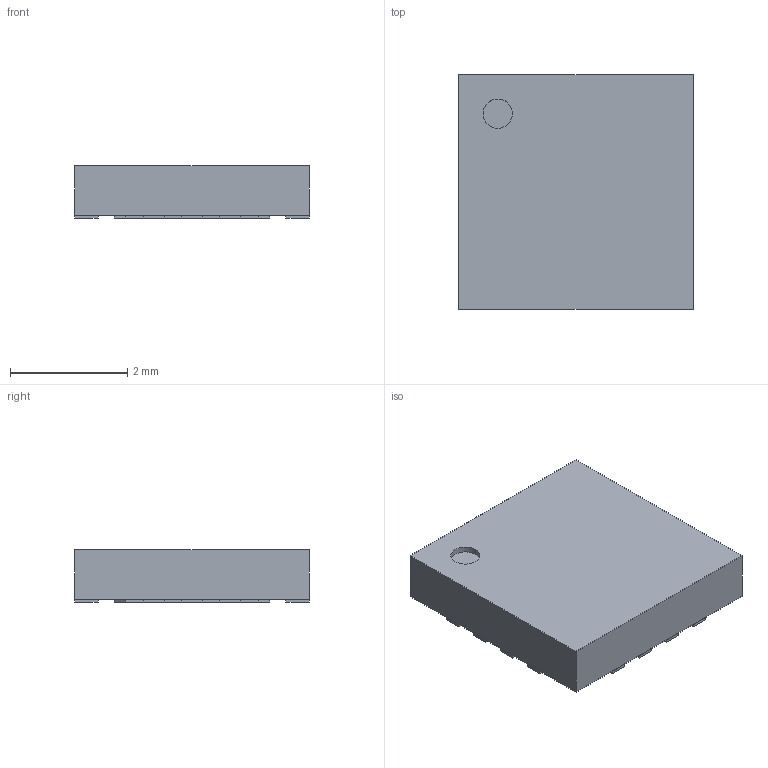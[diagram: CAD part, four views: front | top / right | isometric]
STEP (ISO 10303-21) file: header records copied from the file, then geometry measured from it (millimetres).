
FILE_DESCRIPTION(('Open CASCADE Model'),'2;1');
FILE_NAME('Open CASCADE Shape Model','2020-01-15T11:18:29',('Author'),( 'Open CASCADE'),'Open CASCADE STEP processor 6.8','Open CASCADE 6.8' ,'Unknown');
FILE_SCHEMA(('AUTOMOTIVE_DESIGN { 1 0 10303 214 1 1 1 1 }'));
Length unit declared in the file: millimetre
Products named in the file (8): PCB; Designator1; 7205043904; Open_CASCADE_STEP_translator_6.8_125.1; Body; Open_CASCADE_STEP_translator_6.8_125.2.1; Thermal_Shape; Pin_Shape
Assembly tree (21 placements, depth 4):
  PCB
  Designator1
    7205043904
      Open_CASCADE_STEP_translator_6.8_125.1
      Body
        Open_CASCADE_STEP_translator_6.8_125.2.1
      Thermal_Shape
      Pin_Shape  x16
Bounding box: 4 x 4 x 0.9 mm (x, y, z)
Volume: 14 mm3; surface area: 65.4 mm2
Topology: 18 solids, 19 shells, 112 faces, 223 edges, 149 vertices
Faces by surface type: plane 111, cylinder 1
Full cylindrical faces by diameter (mm): 0.5 x1
Entity records: 844 total; most frequent: DIRECTION 134, CARTESIAN_POINT 116, ORIENTED_EDGE 85, AXIS2_PLACEMENT_3D 47, EDGE_CURVE 43, LINE 40, VECTOR 40, PRODUCT_DEFINITION_SHAPE 29
